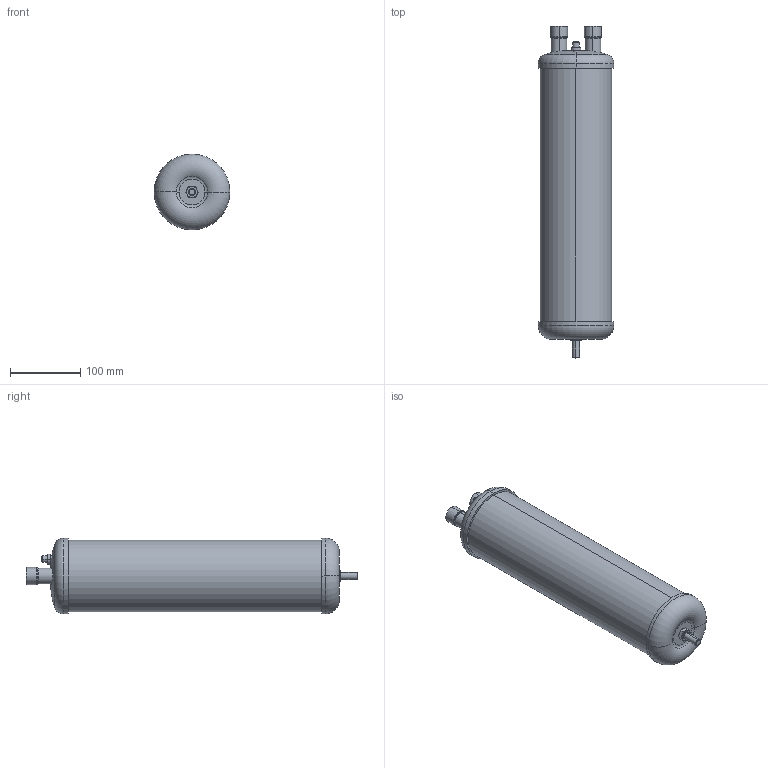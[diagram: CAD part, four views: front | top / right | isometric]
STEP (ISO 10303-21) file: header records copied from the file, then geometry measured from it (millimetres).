
FILE_DESCRIPTION((''),'2;1');
FILE_NAME('191U007810_ASM','2023-04-04T08:45:26',('U375483'),('DANFOSS COMMERCIAL COMPRESSOR'),'CREO PARAMETRIC BY PTC INC, 2022124','CREO PARAMETRIC BY PTC INC, 2022124','');
FILE_SCHEMA(('CONFIG_CONTROL_DESIGN'));
Length unit declared in the file: millimetre
Products named in the file (10): 191U007810D_VALOR_PREDETERMINAD; 191U007810A; REVOLU__O3; RESSALTO-EXTRUS_O1; 191U007810E_VALOR_PREDETERMINAD_ASM; 191U007810B; 191U007810C_VALOR_PREDETERMINAD; HEX_SCREW_GRADEAB_DIN_ISO_401_1; 191U007810_1_ASM; 191U007810_ASM
Assembly tree (10 placements, depth 4):
  191U007810_ASM
    191U007810_1_ASM
      191U007810D_VALOR_PREDETERMINAD  x2
      191U007810A
      191U007810E_VALOR_PREDETERMINAD_ASM
        REVOLU__O3
        RESSALTO-EXTRUS_O1
      191U007810B
      191U007810C_VALOR_PREDETERMINAD
      HEX_SCREW_GRADEAB_DIN_ISO_401_1
Bounding box: 107.6 x 471.4 x 107.6 mm (x, y, z)
Volume: 479285.5 mm3; surface area: 382507.9 mm2
Topology: 8 solids, 8 shells, 150 faces, 328 edges, 196 vertices
Faces by surface type: cylinder 44, plane 36, torus 30, bspline 24, cone 12, sphere 4
Entity records: 6026 total; most frequent: CARTESIAN_POINT 3181, DIRECTION 612, ORIENTED_EDGE 514, AXIS2_PLACEMENT_3D 269, EDGE_CURVE 257, VERTEX_POINT 155, EDGE_LOOP 136, CIRCLE 132
